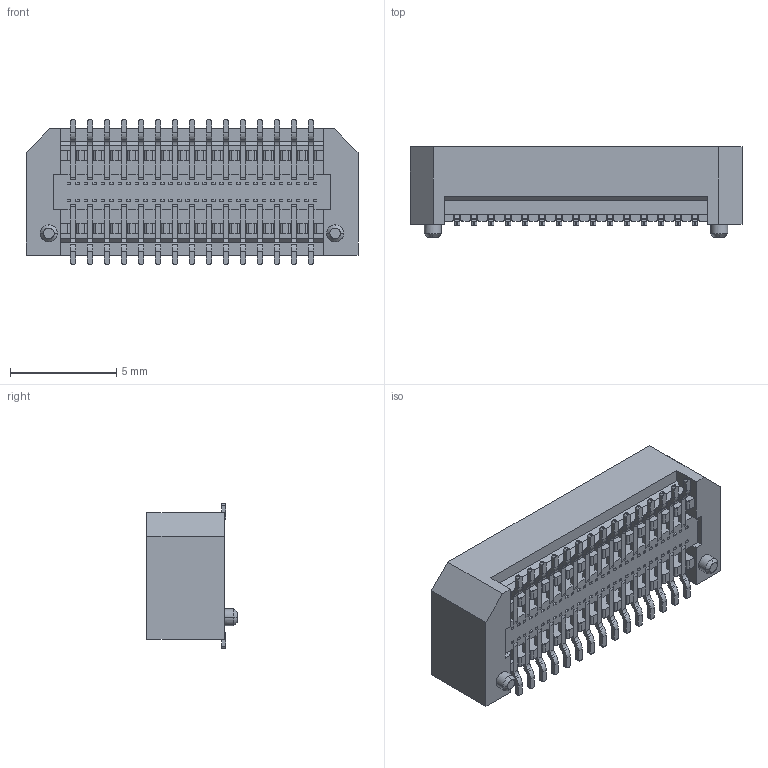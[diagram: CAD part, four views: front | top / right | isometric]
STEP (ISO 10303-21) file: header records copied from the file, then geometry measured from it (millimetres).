
FILE_DESCRIPTION( ('This file contains a STEP AP42 implementation' ,'as created by ZW3D STEP Interface translator.') ,'2;1' );
FILE_NAME( '3617-PXXX-037XXR01.stp' ,'23 323.104519', (''), ('ZWCAD Software Co.'), 'Version 1.0', 'ZW3D to STEP translator', '' );
FILE_SCHEMA(('AUTOMOTIVE_DESIGN { 1 0 10303 214 1 1 1 1 }'));
Length unit declared in the file: millimetre
Products named in the file (2): 0; 3617-PXXX-037XXR01
Bounding box: 15.65 x 4.25 x 6.82 mm (x, y, z)
Volume: 169.7 mm3; surface area: 566.8 mm2
Topology: 1 solids, 1 shells, 1872 faces, 4936 edges, 3132 vertices
Faces by surface type: plane 1456, cylinder 398, sphere 8, cone 6, bspline 4
Entity records: 71307 total; most frequent: CARTESIAN_POINT 30861, ORIENTED_EDGE 9872, DIRECTION 4996, EDGE_CURVE 4936, B_SPLINE_CURVE_WITH_KNOTS 3708, VERTEX_POINT 3132, AXIS2_PLACEMENT_3D 1959, EDGE_LOOP 1938
